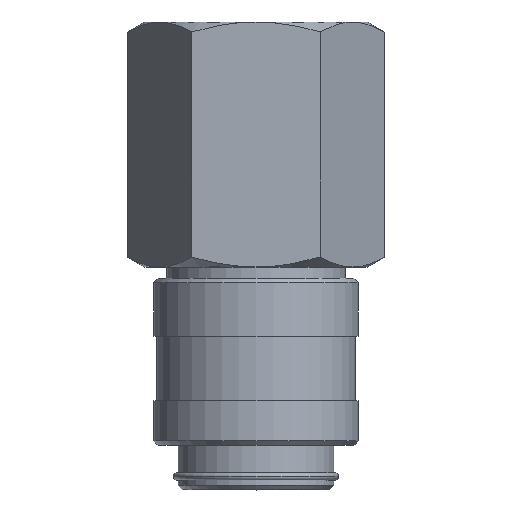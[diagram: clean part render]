
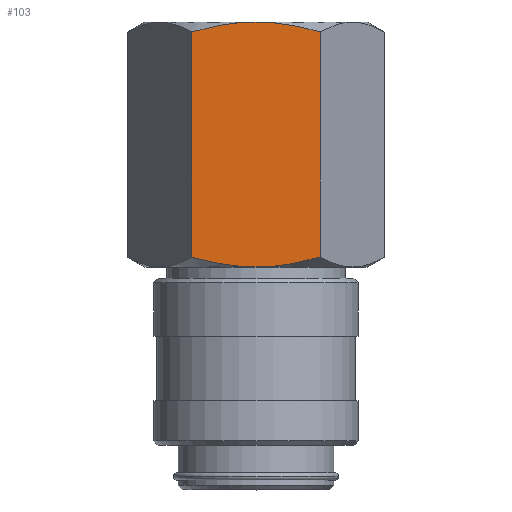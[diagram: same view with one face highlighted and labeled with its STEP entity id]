
A CAD part, top view. The second image highlights one B-rep face of the part: STEP entity #103.
In plain terms, the highlighted planar face has unit normal (0, 0, 1).
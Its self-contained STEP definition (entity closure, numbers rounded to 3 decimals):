
#103=ADVANCED_FACE('',(#254),#255,.T.);
#254=FACE_OUTER_BOUND('',#459,.T.);
#255=PLANE('',#460);
#459=EDGE_LOOP('',(#700,#701,#702,#703,#704,#705));
#460=AXIS2_PLACEMENT_3D('',#706,#707,#708);
#700=ORIENTED_EDGE('',*,*,#1185,.F.);
#701=ORIENTED_EDGE('',*,*,#1186,.F.);
#702=ORIENTED_EDGE('',*,*,#1169,.T.);
#703=ORIENTED_EDGE('',*,*,#1187,.F.);
#704=ORIENTED_EDGE('',*,*,#1155,.F.);
#705=ORIENTED_EDGE('',*,*,#1188,.F.);
#706=CARTESIAN_POINT('',(0.,49.0,25.0));
#707=DIRECTION('',(0.,0.0,1.0));
#708=DIRECTION('',(1.0,0.0,0.));
#1155=EDGE_CURVE('',#1354,#1355,#1356,.T.);
#1169=EDGE_CURVE('',#1371,#1379,#1381,.T.);
#1185=EDGE_CURVE('',#1406,#1407,#1408,.T.);
#1186=EDGE_CURVE('',#1371,#1406,#1409,.T.);
#1187=EDGE_CURVE('',#1355,#1379,#1410,.T.);
#1188=EDGE_CURVE('',#1407,#1354,#1411,.T.);
#1354=VERTEX_POINT('',#1627);
#1355=VERTEX_POINT('',#1628);
#1356=(B_SPLINE_CURVE(2,(#1630,#1631,#1632,#1633,#1634),.UNSPECIFIED.,.F.,.F.)B_SPLINE_CURVE_WITH_KNOTS((3,2,3),(0.0,14.658,29.317),.UNSPECIFIED.)RATIONAL_B_SPLINE_CURVE((1.0,1.038,1.0,1.038,1.0))BOUNDED_CURVE()REPRESENTATION_ITEM('')GEOMETRIC_REPRESENTATION_ITEM()CURVE());
#1371=VERTEX_POINT('',#1668);
#1379=VERTEX_POINT('',#1710);
#1381=LINE('',#1723,#1724);
#1406=VERTEX_POINT('',#1797);
#1407=VERTEX_POINT('',#1798);
#1408=(B_SPLINE_CURVE(2,(#1800,#1801,#1802,#1803,#1804),.UNSPECIFIED.,.F.,.F.)B_SPLINE_CURVE_WITH_KNOTS((3,2,3),(0.0,14.658,29.317),.UNSPECIFIED.)RATIONAL_B_SPLINE_CURVE((1.0,1.038,1.0,1.038,1.0))BOUNDED_CURVE()REPRESENTATION_ITEM('')GEOMETRIC_REPRESENTATION_ITEM()CURVE());
#1409=(B_SPLINE_CURVE(2,(#1812,#1813,#1814,#1815,#1816),.UNSPECIFIED.,.F.,.F.)B_SPLINE_CURVE_WITH_KNOTS((3,2,3),(0.0,14.658,29.317),.UNSPECIFIED.)RATIONAL_B_SPLINE_CURVE((1.0,1.038,1.0,1.038,1.0))BOUNDED_CURVE()REPRESENTATION_ITEM('')GEOMETRIC_REPRESENTATION_ITEM()CURVE());
#1410=(B_SPLINE_CURVE(2,(#1824,#1825,#1826,#1827,#1828),.UNSPECIFIED.,.F.,.F.)B_SPLINE_CURVE_WITH_KNOTS((3,2,3),(0.0,14.658,29.317),.UNSPECIFIED.)RATIONAL_B_SPLINE_CURVE((1.0,1.038,1.0,1.038,1.0))BOUNDED_CURVE()REPRESENTATION_ITEM('')GEOMETRIC_REPRESENTATION_ITEM()CURVE());
#1411=LINE('',#1835,#1836);
#1627=CARTESIAN_POINT('',(-14.434,102.767,25.0));
#1628=CARTESIAN_POINT('',(0.,105.0,25.0));
#1630=CARTESIAN_POINT('',(-14.449,102.763,25.0));
#1631=CARTESIAN_POINT('',(-6.705,105.0,25.0));
#1632=CARTESIAN_POINT('',(0.,105.0,25.0));
#1633=CARTESIAN_POINT('',(6.705,105.0,25.0));
#1634=CARTESIAN_POINT('',(14.449,102.763,25.0));
#1668=CARTESIAN_POINT('',(14.434,52.233,25.0));
#1710=CARTESIAN_POINT('',(14.434,102.767,25.0));
#1723=CARTESIAN_POINT('',(14.434,49.0,25.0));
#1724=VECTOR('',#2203,1.0);
#1797=CARTESIAN_POINT('',(0.,50.0,25.0));
#1798=CARTESIAN_POINT('',(-14.434,52.233,25.0));
#1800=CARTESIAN_POINT('',(14.449,52.237,25.0));
#1801=CARTESIAN_POINT('',(6.705,50.0,25.0));
#1802=CARTESIAN_POINT('',(0.,50.0,25.0));
#1803=CARTESIAN_POINT('',(-6.705,50.0,25.0));
#1804=CARTESIAN_POINT('',(-14.449,52.237,25.0));
#1812=CARTESIAN_POINT('',(14.449,52.237,25.0));
#1813=CARTESIAN_POINT('',(6.705,50.0,25.0));
#1814=CARTESIAN_POINT('',(0.,50.0,25.0));
#1815=CARTESIAN_POINT('',(-6.705,50.0,25.0));
#1816=CARTESIAN_POINT('',(-14.449,52.237,25.0));
#1824=CARTESIAN_POINT('',(-14.449,102.763,25.0));
#1825=CARTESIAN_POINT('',(-6.705,105.0,25.0));
#1826=CARTESIAN_POINT('',(0.,105.0,25.0));
#1827=CARTESIAN_POINT('',(6.705,105.0,25.0));
#1828=CARTESIAN_POINT('',(14.449,102.763,25.0));
#1835=CARTESIAN_POINT('',(-14.434,49.0,25.0));
#1836=VECTOR('',#2217,1.0);
#2203=DIRECTION('',(0.0,1.0,0.0));
#2217=DIRECTION('',(0.0,1.0,0.0));
